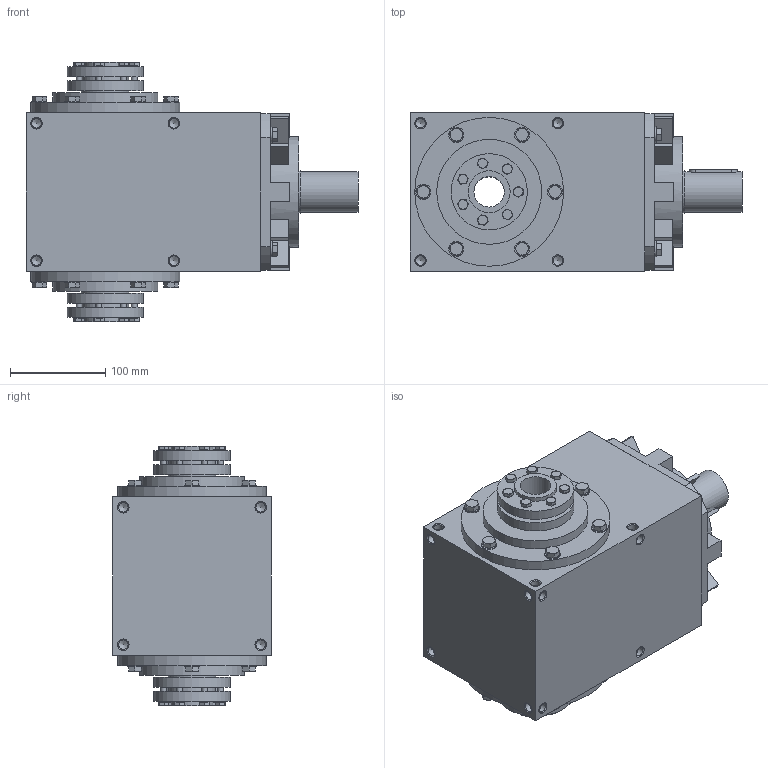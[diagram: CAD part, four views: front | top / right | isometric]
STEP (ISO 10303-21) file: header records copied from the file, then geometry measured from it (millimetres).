
FILE_DESCRIPTION(/* description */ ('STEP AP203'),/* implementation_level */ '2;1');
FILE_NAME(/* name */ 'RHA42_R.1_2',/* time_stamp */ '2023-01-10T11:01:34+01:00',/* author */ ('License CC BY-ND 4.0'),/* organization */ ('CADENAS'),/* preprocessor_version */ 'ST-DEVELOPER v18.102',/* originating_system */ 'PARTsolutions',/* authorisation */ ' ');
FILE_SCHEMA (('CONFIG_CONTROL_DESIGN'));
Length unit declared in the file: millimetre
Products named in the file (5): RHA42_R.1/2; RA42-shrink_disk; RC_RR42-screw; RHX42-screw; RHA42-case
Assembly tree (19 placements, depth 2):
  RHA42_R.1/2
    RA42-shrink_disk  x2
    RC_RR42-screw  x12
    RHX42-screw  x4
    RHA42-case
Bounding box: 348 x 166 x 272 mm (x, y, z)
Volume: 8092482.5 mm3; surface area: 392317.3 mm2
Topology: 19 solids, 19 shells, 721 faces, 1683 edges, 1046 vertices
Faces by surface type: plane 370, cone 230, cylinder 121
Full cylindrical faces by diameter (mm): 6 x14, 8.376 x5, 8.6 x14, 10.106 x40, 13 x4, 16 x16, 32 x2, 34 x1, 42 x1, 44 x4, 45 x1, 49 x2, 50 x2, 80 x4, 110 x2, 116 x1, 156 x2
Entity records: 12049 total; most frequent: CARTESIAN_POINT 2038, DIRECTION 1734, ORIENTED_EDGE 1496, EDGE_CURVE 748, AXIS2_PLACEMENT_3D 699, FACE_BOUND 593, EDGE_LOOP 568, VERTEX_POINT 553
